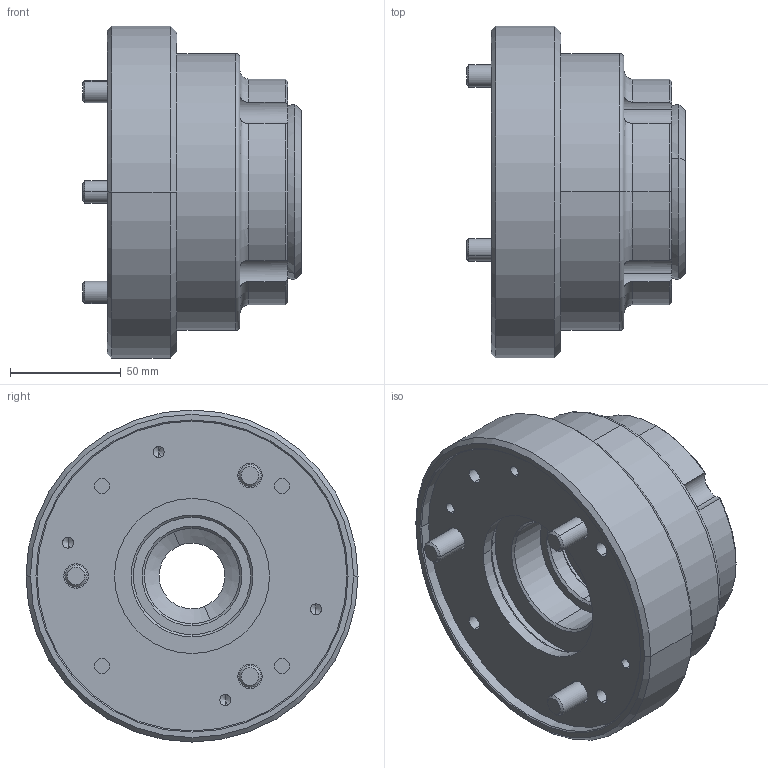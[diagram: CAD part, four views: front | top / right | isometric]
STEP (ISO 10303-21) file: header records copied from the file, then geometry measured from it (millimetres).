
FILE_DESCRIPTION (( 'STEP AP203' ), '1' );
FILE_NAME ('CF-CB-42.STEP', '2023-11-01T02:42:31', ( '' ), ( '' ), 'SwSTEP 2.0', 'SolidWorks 2020', '' );
FILE_SCHEMA (( 'CONFIG_CONTROL_DESIGN' ));
Length unit declared in the file: millimetre
Products named in the file (7): CF-CB-42; CF-CB-42-01010; CF-CB-42-02010; CF-CB-42-03020; 圓頭內六角螺栓_M8x40; 圓頭內六角螺栓_M10x25; CF-RG-42R_RG42RM60
Assembly tree (11 placements, depth 2):
  CF-CB-42
    CF-CB-42-01010
    CF-CB-42-02010
    CF-CB-42-03020
    圓頭內六角螺栓_M8x40  x4
    圓頭內六角螺栓_M10x25  x3
    CF-RG-42R_RG42RM60
Bounding box: 98.7 x 150 x 150 mm (x, y, z)
Volume: 875207.7 mm3; surface area: 164635.4 mm2
Topology: 11 solids, 11 shells, 375 faces, 851 edges, 504 vertices
Faces by surface type: plane 134, cylinder 123, cone 109, torus 9
Entity records: 7957 total; most frequent: DIRECTION 1356, CARTESIAN_POINT 1308, ORIENTED_EDGE 1090, AXIS2_PLACEMENT_3D 563, EDGE_CURVE 545, VERTEX_POINT 339, EDGE_LOOP 304, CIRCLE 299
